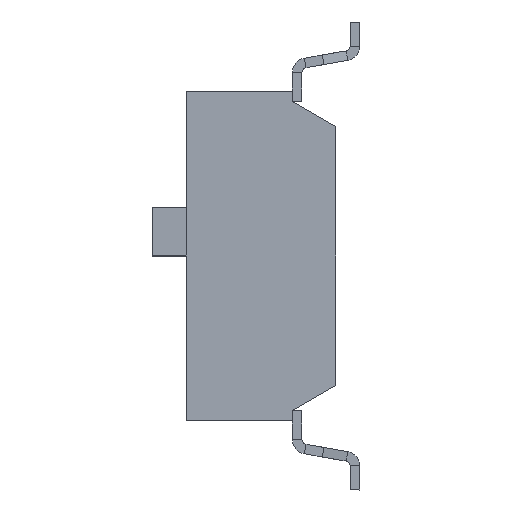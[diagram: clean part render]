
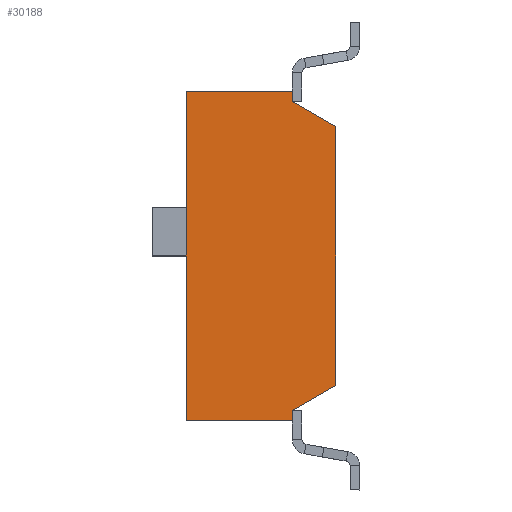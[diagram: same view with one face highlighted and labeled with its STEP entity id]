
A CAD part, left-side view. The second image highlights one B-rep face of the part: STEP entity #30188.
In plain terms, the highlighted planar face has unit normal (-1, 0, 0).
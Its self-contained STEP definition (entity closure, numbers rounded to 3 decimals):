
#212 = LINE ( 'NONE', #14201, #28203 ) ;
#1904 = VERTEX_POINT ( 'NONE', #10286 ) ;
#2864 = EDGE_CURVE ( 'NONE', #7367, #7993, #27827, .T. ) ;
#2935 = VERTEX_POINT ( 'NONE', #30691 ) ;
#2953 = DIRECTION ( 'NONE',  ( 0., 1., 0. ) ) ;
#3474 = VERTEX_POINT ( 'NONE', #30011 ) ;
#4215 = DIRECTION ( 'NONE',  ( 0., 0., 1. ) ) ;
#4510 = ORIENTED_EDGE ( 'NONE', *, *, #19376, .F. ) ;
#4521 = CARTESIAN_POINT ( 'NONE',  ( -14.55, 3.6, 3.4 ) ) ;
#4832 = DIRECTION ( 'NONE',  ( 0., 0., -1. ) ) ;
#4910 = VECTOR ( 'NONE', #25890, 1000. ) ;
#5096 = VECTOR ( 'NONE', #4215, 1000. ) ;
#5405 = VECTOR ( 'NONE', #8754, 1000. ) ;
#5477 = VECTOR ( 'NONE', #14543, 1000. ) ;
#5969 = EDGE_CURVE ( 'NONE', #7993, #1904, #212, .T. ) ;
#7367 = VERTEX_POINT ( 'NONE', #11984 ) ;
#7635 = CARTESIAN_POINT ( 'NONE',  ( -14.55, 0., 0. ) ) ;
#7993 = VERTEX_POINT ( 'NONE', #23770 ) ;
#8232 = CARTESIAN_POINT ( 'NONE',  ( -14.55, 1.4, -3.4 ) ) ;
#8505 = VERTEX_POINT ( 'NONE', #15500 ) ;
#8586 = ORIENTED_EDGE ( 'NONE', *, *, #22451, .F. ) ;
#8754 = DIRECTION ( 'NONE',  ( 0., -0.866, -0.5 ) ) ;
#8777 = ORIENTED_EDGE ( 'NONE', *, *, #27230, .F. ) ;
#9047 = CARTESIAN_POINT ( 'NONE',  ( -14.55, 1.4, 3.4 ) ) ;
#9162 = ORIENTED_EDGE ( 'NONE', *, *, #31328, .F. ) ;
#9877 = DIRECTION ( 'NONE',  ( 0., 0.866, -0.5 ) ) ;
#10219 = DIRECTION ( 'NONE',  ( -1., 0., 0. ) ) ;
#10286 = CARTESIAN_POINT ( 'NONE',  ( -14.55, 1.4, -3.2 ) ) ;
#11628 = CARTESIAN_POINT ( 'NONE',  ( -14.55, 1.4, 3.2 ) ) ;
#11663 = VERTEX_POINT ( 'NONE', #9047 ) ;
#11984 = CARTESIAN_POINT ( 'NONE',  ( -14.55, 0.5, 2.68 ) ) ;
#12357 = CARTESIAN_POINT ( 'NONE',  ( -14.55, 1.4, 3.4 ) ) ;
#12373 = LINE ( 'NONE', #24868, #19970 ) ;
#14062 = LINE ( 'NONE', #29195, #5477 ) ;
#14201 = CARTESIAN_POINT ( 'NONE',  ( -14.55, 1.4, -3.2 ) ) ;
#14263 = ORIENTED_EDGE ( 'NONE', *, *, #5969, .F. ) ;
#14543 = DIRECTION ( 'NONE',  ( 0., -1., 0. ) ) ;
#15500 = CARTESIAN_POINT ( 'NONE',  ( -14.55, 3.6, 3.4 ) ) ;
#15951 = LINE ( 'NONE', #8232, #4910 ) ;
#16803 = FACE_OUTER_BOUND ( 'NONE', #23913, .T. ) ;
#17189 = CARTESIAN_POINT ( 'NONE',  ( -14.55, 1.4, 3.2 ) ) ;
#17192 = ORIENTED_EDGE ( 'NONE', *, *, #30094, .F. ) ;
#18005 = EDGE_CURVE ( 'NONE', #1904, #2935, #15951, .T. ) ;
#18009 = DIRECTION ( 'NONE',  ( 0., 0., -1. ) ) ;
#18613 = LINE ( 'NONE', #4521, #5096 ) ;
#18658 = VECTOR ( 'NONE', #18009, 1000. ) ;
#19197 = PLANE ( 'NONE',  #20818 ) ;
#19376 = EDGE_CURVE ( 'NONE', #11663, #24457, #22465, .T. ) ;
#19970 = VECTOR ( 'NONE', #2953, 1000. ) ;
#20818 = AXIS2_PLACEMENT_3D ( 'NONE', #7635, #10219, #27557 ) ;
#22297 = ORIENTED_EDGE ( 'NONE', *, *, #18005, .F. ) ;
#22451 = EDGE_CURVE ( 'NONE', #3474, #8505, #18613, .T. ) ;
#22465 = LINE ( 'NONE', #12357, #28634 ) ;
#22538 = ORIENTED_EDGE ( 'NONE', *, *, #2864, .F. ) ;
#23770 = CARTESIAN_POINT ( 'NONE',  ( -14.55, 0.5, -2.68 ) ) ;
#23913 = EDGE_LOOP ( 'NONE', ( #8777, #4510, #17192, #8586, #9162, #22297, #14263, #22538 ) ) ;
#24457 = VERTEX_POINT ( 'NONE', #17189 ) ;
#24868 = CARTESIAN_POINT ( 'NONE',  ( -14.55, 3.6, -3.4 ) ) ;
#25552 = CARTESIAN_POINT ( 'NONE',  ( -14.55, 0.5, -2.68 ) ) ;
#25890 = DIRECTION ( 'NONE',  ( 0., 0., -1. ) ) ;
#27230 = EDGE_CURVE ( 'NONE', #24457, #7367, #30755, .T. ) ;
#27557 = DIRECTION ( 'NONE',  ( 0., 0., 1. ) ) ;
#27827 = LINE ( 'NONE', #25552, #18658 ) ;
#28203 = VECTOR ( 'NONE', #9877, 1000. ) ;
#28634 = VECTOR ( 'NONE', #4832, 1000. ) ;
#29195 = CARTESIAN_POINT ( 'NONE',  ( -14.55, 3.6, 3.4 ) ) ;
#30011 = CARTESIAN_POINT ( 'NONE',  ( -14.55, 3.6, -3.4 ) ) ;
#30094 = EDGE_CURVE ( 'NONE', #8505, #11663, #14062, .T. ) ;
#30188 = ADVANCED_FACE ( 'NONE', ( #16803 ), #19197, .T. ) ;
#30691 = CARTESIAN_POINT ( 'NONE',  ( -14.55, 1.4, -3.4 ) ) ;
#30755 = LINE ( 'NONE', #11628, #5405 ) ;
#31328 = EDGE_CURVE ( 'NONE', #2935, #3474, #12373, .T. ) ;
